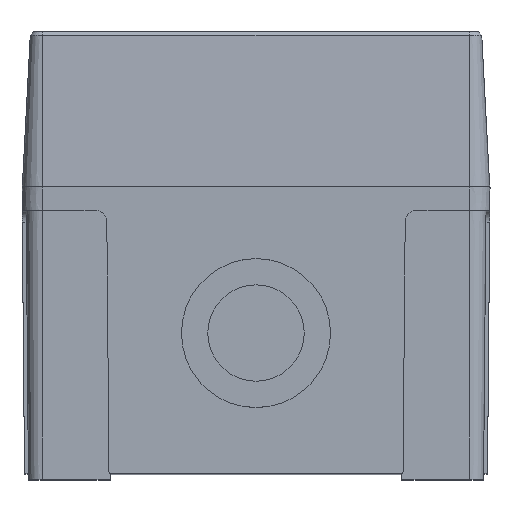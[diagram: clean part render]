
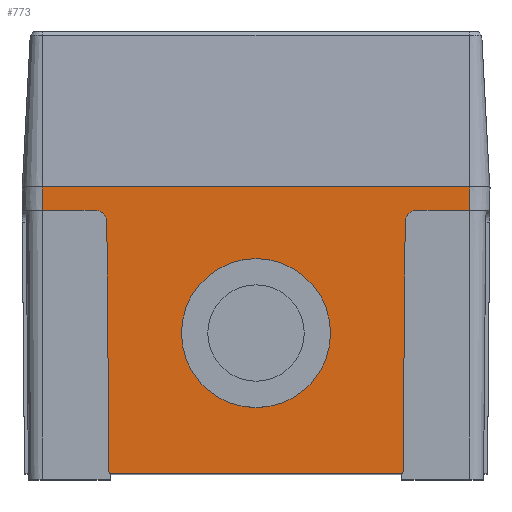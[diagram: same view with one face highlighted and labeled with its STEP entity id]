
A CAD part, top view. The second image highlights one B-rep face of the part: STEP entity #773.
In plain terms, the highlighted planar face has unit normal (0, -0.009, 1).
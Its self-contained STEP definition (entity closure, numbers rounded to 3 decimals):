
#202 = DIRECTION ( 'NONE',  ( 0., 1., 0.009 ) ) ;
#634 = EDGE_CURVE ( 'NONE', #3779, #5636, #9392, .T. ) ;
#773 = ADVANCED_FACE ( 'NONE', ( #9857, #3989 ), #9944, .T. ) ;
#1059 = EDGE_CURVE ( 'NONE', #3154, #9129, #9398, .T. ) ;
#1116 = LINE ( 'NONE', #9078, #9878 ) ;
#1161 = ORIENTED_EDGE ( 'NONE', *, *, #4743, .T. ) ;
#1332 = ORIENTED_EDGE ( 'NONE', *, *, #9237, .T. ) ;
#1408 = VERTEX_POINT ( 'NONE', #8245 ) ;
#1479 = DIRECTION ( 'NONE',  ( 1., 0., 0. ) ) ;
#1643 = CARTESIAN_POINT ( 'NONE',  ( 0., -37.756, 64.721 ) ) ;
#1729 = VERTEX_POINT ( 'NONE', #2447 ) ;
#1956 = CARTESIAN_POINT ( 'NONE',  ( 27.533, -4., 65.015 ) ) ;
#2148 = VERTEX_POINT ( 'NONE', #10893 ) ;
#2202 = VECTOR ( 'NONE', #9780, 1000. ) ;
#2447 = CARTESIAN_POINT ( 'NONE',  ( -27.533, -4., 65.015 ) ) ;
#2753 = ORIENTED_EDGE ( 'NONE', *, *, #5996, .T. ) ;
#2812 = VECTOR ( 'NONE', #12685, 1000. ) ;
#2914 = EDGE_CURVE ( 'NONE', #3779, #11935, #12899, .T. ) ;
#2934 = DIRECTION ( 'NONE',  ( -0.009, -1., -0.009 ) ) ;
#2965 = EDGE_CURVE ( 'NONE', #10454, #5116, #10917, .T. ) ;
#3106 = EDGE_CURVE ( 'NONE', #1729, #2148, #7029, .T. ) ;
#3154 = VERTEX_POINT ( 'NONE', #7629 ) ;
#3245 = LINE ( 'NONE', #3432, #6909 ) ;
#3267 = CARTESIAN_POINT ( 'NONE',  ( -25.533, -5.983, 64.998 ) ) ;
#3432 = CARTESIAN_POINT ( 'NONE',  ( -36.55, 0., 65.05 ) ) ;
#3635 = VECTOR ( 'NONE', #6803, 1000. ) ;
#3779 = VERTEX_POINT ( 'NONE', #9103 ) ;
#3923 = CARTESIAN_POINT ( 'NONE',  ( 25.58, -0.542, 65.045 ) ) ;
#3989 = FACE_OUTER_BOUND ( 'NONE', #4055, .T. ) ;
#4055 = EDGE_LOOP ( 'NONE', ( #4780, #1332, #10230, #5823, #11846, #9066, #2753, #6061, #7110, #1161 ) ) ;
#4300 = CARTESIAN_POINT ( 'NONE',  ( -27.533, -4., 65.015 ) ) ;
#4544 = LINE ( 'NONE', #6761, #2812 ) ;
#4616 = VECTOR ( 'NONE', #2934, 1000. ) ;
#4743 = EDGE_CURVE ( 'NONE', #10019, #5116, #4544, .T. ) ;
#4766 = CARTESIAN_POINT ( 'NONE',  ( -36.55, 0., 65.05 ) ) ;
#4780 = ORIENTED_EDGE ( 'NONE', *, *, #2965, .F. ) ;
#4805 = VECTOR ( 'NONE', #7224, 1000. ) ;
#4887 = CARTESIAN_POINT ( 'NONE',  ( 25.533, -5.983, 64.998 ) ) ;
#5054 = CIRCLE ( 'NONE', #9021, 12.75 ) ;
#5116 = VERTEX_POINT ( 'NONE', #6354 ) ;
#5336 = CARTESIAN_POINT ( 'NONE',  ( -25.543, -4.819, 65.008 ) ) ;
#5474 = CARTESIAN_POINT ( 'NONE',  ( 0., -25.007, 64.832 ) ) ;
#5627 = AXIS2_PLACEMENT_3D ( 'NONE', #5474, #9485, #8488 ) ;
#5636 = VERTEX_POINT ( 'NONE', #9562 ) ;
#5651 = AXIS2_PLACEMENT_3D ( 'NONE', #4766, #9007, #11726 ) ;
#5823 = ORIENTED_EDGE ( 'NONE', *, *, #2914, .T. ) ;
#5885 = CARTESIAN_POINT ( 'NONE',  ( -25.586, 0.096, 65.051 ) ) ;
#5996 = EDGE_CURVE ( 'NONE', #7658, #1729, #1116, .T. ) ;
#6061 = ORIENTED_EDGE ( 'NONE', *, *, #3106, .T. ) ;
#6307 = CARTESIAN_POINT ( 'NONE',  ( 36.55, 0., 65.05 ) ) ;
#6354 = CARTESIAN_POINT ( 'NONE',  ( 25.157, -49., 64.622 ) ) ;
#6491 = VECTOR ( 'NONE', #202, 1000. ) ;
#6535 = ORIENTED_EDGE ( 'NONE', *, *, #1059, .F. ) ;
#6761 = CARTESIAN_POINT ( 'NONE',  ( -36.55, -49., 64.622 ) ) ;
#6803 = DIRECTION ( 'NONE',  ( -0.009, 1., 0.009 ) ) ;
#6855 = CARTESIAN_POINT ( 'NONE',  ( -25.157, -49., 64.622 ) ) ;
#6909 = VECTOR ( 'NONE', #1479, 1000. ) ;
#6911 = DIRECTION ( 'NONE',  ( 0., -1., -0.009 ) ) ;
#7029 =( BOUNDED_CURVE ( )  B_SPLINE_CURVE ( 3, ( #4300, #10325, #5336, #3267 ),
 .UNSPECIFIED., .F., .T. ) 
 B_SPLINE_CURVE_WITH_KNOTS ( ( 4, 4 ),
 ( 3.142, 4.704 ),
 .UNSPECIFIED. ) 
 CURVE ( )  GEOMETRIC_REPRESENTATION_ITEM ( )  RATIONAL_B_SPLINE_CURVE ( ( 1., 0.807, 0.807, 1. ) ) 
 REPRESENTATION_ITEM ( '' )  );
#7110 = ORIENTED_EDGE ( 'NONE', *, *, #7212, .F. ) ;
#7159 = DIRECTION ( 'NONE',  ( 0., -0.009, 1. ) ) ;
#7212 = EDGE_CURVE ( 'NONE', #10019, #2148, #8048, .T. ) ;
#7224 = DIRECTION ( 'NONE',  ( -1., 0., 0. ) ) ;
#7381 = ORIENTED_EDGE ( 'NONE', *, *, #7627, .F. ) ;
#7627 = EDGE_CURVE ( 'NONE', #9129, #3154, #5054, .T. ) ;
#7629 = CARTESIAN_POINT ( 'NONE',  ( 0., -12.257, 64.943 ) ) ;
#7658 = VERTEX_POINT ( 'NONE', #7841 ) ;
#7804 = CARTESIAN_POINT ( 'NONE',  ( -36.55, 0., 65.05 ) ) ;
#7841 = CARTESIAN_POINT ( 'NONE',  ( -36.55, -4., 65.015 ) ) ;
#7887 = CARTESIAN_POINT ( 'NONE',  ( 25.533, -5.983, 64.998 ) ) ;
#8048 = LINE ( 'NONE', #5885, #3635 ) ;
#8174 = EDGE_CURVE ( 'NONE', #1408, #11935, #3245, .T. ) ;
#8245 = CARTESIAN_POINT ( 'NONE',  ( -36.55, 0., 65.05 ) ) ;
#8488 = DIRECTION ( 'NONE',  ( 0., -1., -0.009 ) ) ;
#8750 = CARTESIAN_POINT ( 'NONE',  ( 0., -25.007, 64.832 ) ) ;
#9007 = DIRECTION ( 'NONE',  ( 0., -0.009, 1. ) ) ;
#9021 = AXIS2_PLACEMENT_3D ( 'NONE', #8750, #7159, #6911 ) ;
#9066 = ORIENTED_EDGE ( 'NONE', *, *, #12570, .F. ) ;
#9078 = CARTESIAN_POINT ( 'NONE',  ( -36.55, -4., 65.015 ) ) ;
#9103 = CARTESIAN_POINT ( 'NONE',  ( 36.55, -4., 65.015 ) ) ;
#9129 = VERTEX_POINT ( 'NONE', #1643 ) ;
#9197 = DIRECTION ( 'NONE',  ( 1., 0., 0. ) ) ;
#9237 = EDGE_CURVE ( 'NONE', #10454, #5636, #12495, .T. ) ;
#9392 = LINE ( 'NONE', #11430, #4805 ) ;
#9398 = CIRCLE ( 'NONE', #5627, 12.75 ) ;
#9485 = DIRECTION ( 'NONE',  ( 0., -0.009, 1. ) ) ;
#9562 = CARTESIAN_POINT ( 'NONE',  ( 27.533, -4., 65.015 ) ) ;
#9780 = DIRECTION ( 'NONE',  ( 0., 1., 0.009 ) ) ;
#9857 = FACE_BOUND ( 'NONE', #11876, .T. ) ;
#9878 = VECTOR ( 'NONE', #9197, 1000. ) ;
#9944 = PLANE ( 'NONE',  #5651 ) ;
#10019 = VERTEX_POINT ( 'NONE', #6855 ) ;
#10230 = ORIENTED_EDGE ( 'NONE', *, *, #634, .F. ) ;
#10325 = CARTESIAN_POINT ( 'NONE',  ( -26.369, -4., 65.015 ) ) ;
#10454 = VERTEX_POINT ( 'NONE', #4887 ) ;
#10893 = CARTESIAN_POINT ( 'NONE',  ( -25.533, -5.983, 64.998 ) ) ;
#10908 = CARTESIAN_POINT ( 'NONE',  ( 26.369, -4., 65.015 ) ) ;
#10917 = LINE ( 'NONE', #3923, #4616 ) ;
#11430 = CARTESIAN_POINT ( 'NONE',  ( -36.55, -4., 65.015 ) ) ;
#11726 = DIRECTION ( 'NONE',  ( 0., -1., -0.009 ) ) ;
#11846 = ORIENTED_EDGE ( 'NONE', *, *, #8174, .F. ) ;
#11876 = EDGE_LOOP ( 'NONE', ( #7381, #6535 ) ) ;
#11907 = CARTESIAN_POINT ( 'NONE',  ( 25.543, -4.819, 65.008 ) ) ;
#11935 = VERTEX_POINT ( 'NONE', #6307 ) ;
#11976 = CARTESIAN_POINT ( 'NONE',  ( 36.55, 0., 65.05 ) ) ;
#12495 =( BOUNDED_CURVE ( )  B_SPLINE_CURVE ( 3, ( #7887, #11907, #10908, #1956 ),
 .UNSPECIFIED., .F., .T. ) 
 B_SPLINE_CURVE_WITH_KNOTS ( ( 4, 4 ),
 ( 1.58, 3.142 ),
 .UNSPECIFIED. ) 
 CURVE ( )  GEOMETRIC_REPRESENTATION_ITEM ( )  RATIONAL_B_SPLINE_CURVE ( ( 1., 0.807, 0.807, 1. ) ) 
 REPRESENTATION_ITEM ( '' )  );
#12570 = EDGE_CURVE ( 'NONE', #7658, #1408, #12739, .T. ) ;
#12685 = DIRECTION ( 'NONE',  ( 1., 0., 0. ) ) ;
#12739 = LINE ( 'NONE', #7804, #2202 ) ;
#12899 = LINE ( 'NONE', #11976, #6491 ) ;
